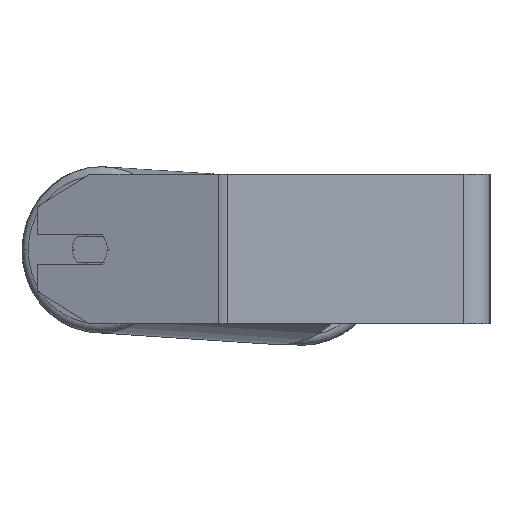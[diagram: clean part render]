
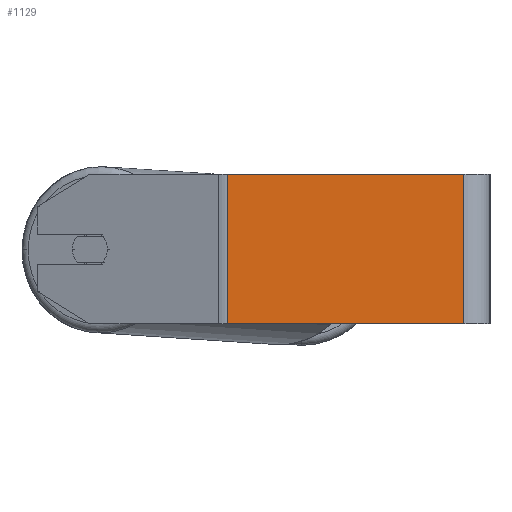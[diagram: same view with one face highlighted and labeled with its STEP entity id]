
A CAD part, left-side view. The second image highlights one B-rep face of the part: STEP entity #1129.
In plain terms, the highlighted planar face has unit normal (-1, 0, 0).
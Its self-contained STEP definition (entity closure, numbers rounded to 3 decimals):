
#439 = DIRECTION ( 'NONE',  ( 0., 0., -1. ) ) ;
#441 = DIRECTION ( 'NONE',  ( 0., 0., -1. ) ) ;
#561 = DIRECTION ( 'NONE',  ( 0., -1., 0. ) ) ;
#819 = VECTOR ( 'NONE', #561, 1000. ) ;
#827 = ORIENTED_EDGE ( 'NONE', *, *, #1589, .F. ) ;
#864 = VERTEX_POINT ( 'NONE', #3506 ) ;
#940 = AXIS2_PLACEMENT_3D ( 'NONE', #8014, #7926, #439 ) ;
#1129 = ADVANCED_FACE ( 'NONE', ( #5310 ), #3846, .F. ) ;
#1235 = LINE ( 'NONE', #3890, #1737 ) ;
#1354 = CARTESIAN_POINT ( 'NONE',  ( -490., 142.85, -40. ) ) ;
#1408 = DIRECTION ( 'NONE',  ( 0., 0., -1. ) ) ;
#1589 = EDGE_CURVE ( 'NONE', #8391, #864, #1793, .T. ) ;
#1737 = VECTOR ( 'NONE', #441, 1000. ) ;
#1793 = LINE ( 'NONE', #3841, #819 ) ;
#2223 = CARTESIAN_POINT ( 'NONE',  ( -490., 140.381, 40. ) ) ;
#2293 = EDGE_CURVE ( 'NONE', #864, #2745, #1235, .T. ) ;
#2745 = VERTEX_POINT ( 'NONE', #3882 ) ;
#3506 = CARTESIAN_POINT ( 'NONE',  ( -490., 14., 40. ) ) ;
#3841 = CARTESIAN_POINT ( 'NONE',  ( -490., 142.85, 40. ) ) ;
#3846 = PLANE ( 'NONE',  #940 ) ;
#3882 = CARTESIAN_POINT ( 'NONE',  ( -490., 14., -40. ) ) ;
#3890 = CARTESIAN_POINT ( 'NONE',  ( -490., 14., 40. ) ) ;
#3978 = DIRECTION ( 'NONE',  ( 0., -1., 0. ) ) ;
#4274 = ORIENTED_EDGE ( 'NONE', *, *, #7456, .T. ) ;
#4306 = CARTESIAN_POINT ( 'NONE',  ( -490., 140.381, -40. ) ) ;
#4354 = EDGE_LOOP ( 'NONE', ( #7730, #5792, #827, #4274 ) ) ;
#4507 = VECTOR ( 'NONE', #3978, 1000. ) ;
#4731 = LINE ( 'NONE', #1354, #4507 ) ;
#5310 = FACE_OUTER_BOUND ( 'NONE', #4354, .T. ) ;
#5792 = ORIENTED_EDGE ( 'NONE', *, *, #2293, .F. ) ;
#6018 = LINE ( 'NONE', #6156, #8587 ) ;
#6156 = CARTESIAN_POINT ( 'NONE',  ( -490., 140.381, 40. ) ) ;
#6640 = EDGE_CURVE ( 'NONE', #8463, #2745, #4731, .T. ) ;
#7456 = EDGE_CURVE ( 'NONE', #8391, #8463, #6018, .T. ) ;
#7730 = ORIENTED_EDGE ( 'NONE', *, *, #6640, .T. ) ;
#7926 = DIRECTION ( 'NONE',  ( 1., 0., 0. ) ) ;
#8014 = CARTESIAN_POINT ( 'NONE',  ( -490., 142.85, 40. ) ) ;
#8391 = VERTEX_POINT ( 'NONE', #2223 ) ;
#8463 = VERTEX_POINT ( 'NONE', #4306 ) ;
#8587 = VECTOR ( 'NONE', #1408, 1000. ) ;
